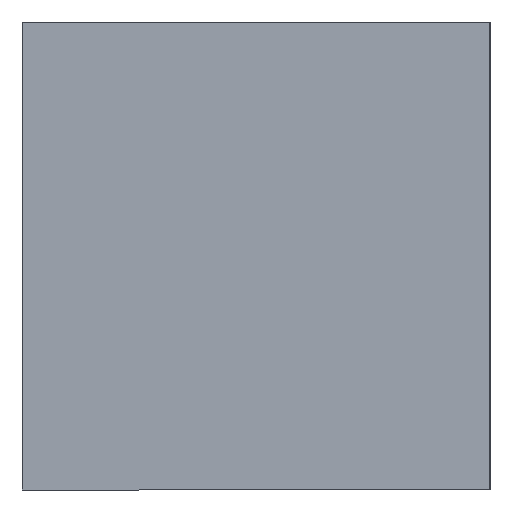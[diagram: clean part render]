
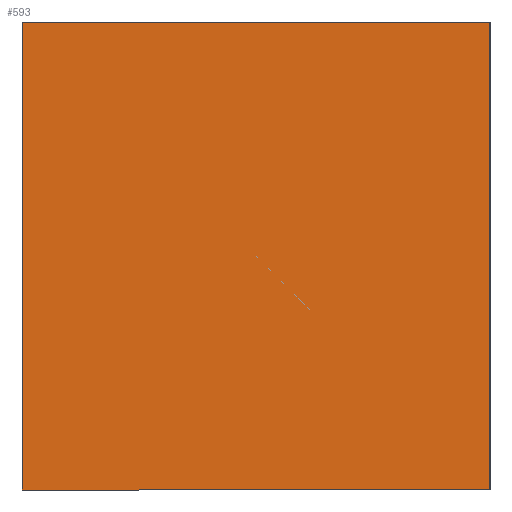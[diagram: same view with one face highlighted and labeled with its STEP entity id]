
A CAD part, left-side view. The second image highlights one B-rep face of the part: STEP entity #593.
In plain terms, the highlighted free-form (B-spline) face has degree [1, 1] with [2, 2] control points.
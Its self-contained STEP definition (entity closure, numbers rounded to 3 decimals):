
#554=CARTESIAN_POINT('',(-11.0,3.75,7.5));
#555=CARTESIAN_POINT('',(-11.,-3.75,7.5));
#556=CARTESIAN_POINT('',(-11.0,3.75,0.));
#557=CARTESIAN_POINT('',(-11.0,-3.75,0.));
#558=B_SPLINE_SURFACE_WITH_KNOTS('',1,1,((#554,#556),(#555,#557)),.UNSPECIFIED.,.F.,.F.,.U.,(2,2),(2,2),(0.0,7.5),(0.0,7.5),.UNSPECIFIED.);
#559=CARTESIAN_POINT('',(-11.0,-3.75,7.5));
#560=VERTEX_POINT('',#559);
#561=CARTESIAN_POINT('',(-11.0,-3.75,0.));
#562=VERTEX_POINT('',#561);
#563=CARTESIAN_POINT('',(-11.0,-3.75,7.5));
#564=DIRECTION('',(0.0,0.0,-1.0));
#565=VECTOR('',#564,7.5);
#566=LINE('',#563,#565);
#567=EDGE_CURVE('',#560,#562,#566,.T.);
#568=ORIENTED_EDGE('',*,*,#567,.F.);
#569=CARTESIAN_POINT('',(-11.0,3.75,7.5));
#570=VERTEX_POINT('',#569);
#571=CARTESIAN_POINT('',(-11.0,3.75,7.5));
#572=DIRECTION('',(0.0,-1.0,0.0));
#573=VECTOR('',#572,7.5);
#574=LINE('',#571,#573);
#575=EDGE_CURVE('',#570,#560,#574,.T.);
#576=ORIENTED_EDGE('',*,*,#575,.F.);
#577=CARTESIAN_POINT('',(-11.0,3.75,0.));
#578=VERTEX_POINT('',#577);
#579=CARTESIAN_POINT('',(-11.0,3.75,0.));
#580=DIRECTION('',(0.0,0.0,1.0));
#581=VECTOR('',#580,7.5);
#582=LINE('',#579,#581);
#583=EDGE_CURVE('',#578,#570,#582,.T.);
#584=ORIENTED_EDGE('',*,*,#583,.F.);
#585=CARTESIAN_POINT('',(-11.0,-3.75,0.));
#586=DIRECTION('',(0.0,1.0,0.0));
#587=VECTOR('',#586,7.5);
#588=LINE('',#585,#587);
#589=EDGE_CURVE('',#562,#578,#588,.T.);
#590=ORIENTED_EDGE('',*,*,#589,.F.);
#591=EDGE_LOOP('',(#568,#576,#584,#590));
#592=FACE_OUTER_BOUND('',#591,.T.);
#593=ADVANCED_FACE('',(#592),#558,.F.);
